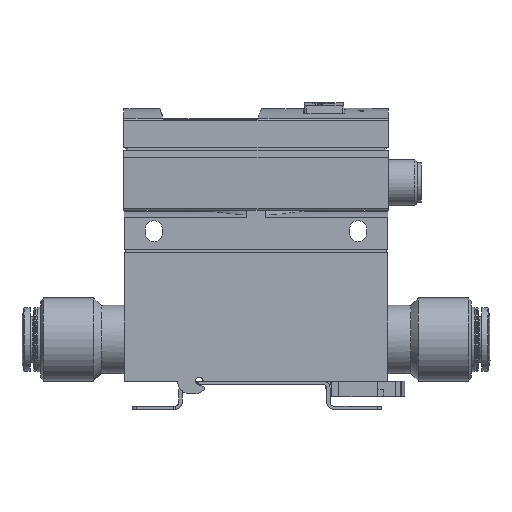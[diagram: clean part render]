
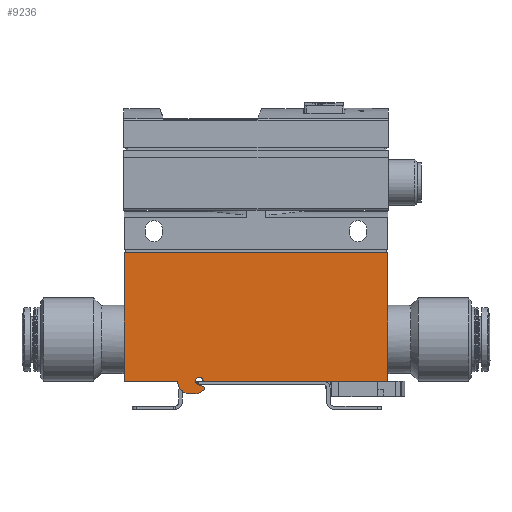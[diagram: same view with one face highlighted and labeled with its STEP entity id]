
A CAD part, left-side view. The second image highlights one B-rep face of the part: STEP entity #9236.
In plain terms, the highlighted face is planar.
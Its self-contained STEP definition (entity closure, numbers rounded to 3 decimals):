
#293=CIRCLE('',#9715,3.4);
#299=CIRCLE('',#9726,1.);
#782=ORIENTED_EDGE('',*,*,#2795,.F.);
#783=ORIENTED_EDGE('',*,*,#2781,.T.);
#784=ORIENTED_EDGE('',*,*,#2794,.T.);
#785=ORIENTED_EDGE('',*,*,#2752,.T.);
#786=ORIENTED_EDGE('',*,*,#2759,.T.);
#787=ORIENTED_EDGE('',*,*,#2762,.T.);
#788=ORIENTED_EDGE('',*,*,#2765,.T.);
#789=ORIENTED_EDGE('',*,*,#2768,.T.);
#790=ORIENTED_EDGE('',*,*,#2774,.F.);
#791=ORIENTED_EDGE('',*,*,#2776,.T.);
#792=ORIENTED_EDGE('',*,*,#2719,.T.);
#793=ORIENTED_EDGE('',*,*,#2560,.T.);
#2560=EDGE_CURVE('',#3592,#3591,#4297,.T.);
#2719=EDGE_CURVE('',#3726,#3592,#4386,.T.);
#2752=EDGE_CURVE('',#3751,#3750,#293,.T.);
#2759=EDGE_CURVE('',#3750,#3756,#4418,.T.);
#2762=EDGE_CURVE('',#3756,#3758,#4421,.T.);
#2765=EDGE_CURVE('',#3758,#3760,#4424,.T.);
#2768=EDGE_CURVE('',#3760,#3762,#4427,.T.);
#2774=EDGE_CURVE('',#3766,#3762,#299,.T.);
#2776=EDGE_CURVE('',#3766,#3726,#4431,.T.);
#2781=EDGE_CURVE('',#3771,#3772,#4435,.T.);
#2794=EDGE_CURVE('',#3772,#3751,#4448,.T.);
#2795=EDGE_CURVE('',#3771,#3591,#4449,.T.);
#3591=VERTEX_POINT('',#12448);
#3592=VERTEX_POINT('',#12450);
#3726=VERTEX_POINT('',#12852);
#3750=VERTEX_POINT('',#12914);
#3751=VERTEX_POINT('',#12916);
#3756=VERTEX_POINT('',#12928);
#3758=VERTEX_POINT('',#12934);
#3760=VERTEX_POINT('',#12940);
#3762=VERTEX_POINT('',#12946);
#3766=VERTEX_POINT('',#12957);
#3771=VERTEX_POINT('',#12972);
#3772=VERTEX_POINT('',#12973);
#4297=LINE('',#12449,#5016);
#4386=LINE('',#12851,#5105);
#4418=LINE('',#12929,#5137);
#4421=LINE('',#12935,#5140);
#4424=LINE('',#12941,#5143);
#4427=LINE('',#12947,#5146);
#4431=LINE('',#12961,#5150);
#4435=LINE('',#12971,#5154);
#4448=LINE('',#12993,#5167);
#4449=LINE('',#12995,#5168);
#5016=VECTOR('',#10327,1000.);
#5105=VECTOR('',#10580,1000.);
#5137=VECTOR('',#10642,1000.);
#5140=VECTOR('',#10647,1000.);
#5143=VECTOR('',#10652,1000.);
#5146=VECTOR('',#10657,1000.);
#5150=VECTOR('',#10673,1000.);
#5154=VECTOR('',#10681,1000.);
#5167=VECTOR('',#10696,1000.);
#5168=VECTOR('',#10699,1000.);
#5791=EDGE_LOOP('',(#782,#783,#784,#785,#786,#787,#788,#789,#790,#791,#792,
#793));
#6310=FACE_BOUND('',#5791,.T.);
#6802=PLANE('',#9731);
#9236=ADVANCED_FACE('',(#6310),#6802,.T.);
#9715=AXIS2_PLACEMENT_3D('',#12915,#10630,#10631);
#9726=AXIS2_PLACEMENT_3D('',#12958,#10668,#10669);
#9731=AXIS2_PLACEMENT_3D('',#12994,#10697,#10698);
#10327=DIRECTION('',(0.,0.,-1.));
#10580=DIRECTION('',(0.,-1.,0.));
#10630=DIRECTION('',(1.,0.,0.));
#10631=DIRECTION('',(0.,0.,-1.));
#10642=DIRECTION('',(0.,-1.,0.));
#10647=DIRECTION('',(0.,-0.866,-0.5));
#10652=DIRECTION('',(0.,0.,-1.));
#10657=DIRECTION('',(0.,0.94,-0.342));
#10668=DIRECTION('',(1.,0.,0.));
#10669=DIRECTION('',(0.,0.,-1.));
#10673=DIRECTION('',(0.,-0.707,0.707));
#10681=DIRECTION('',(0.,0.,1.));
#10696=DIRECTION('',(0.,-1.,0.));
#10697=DIRECTION('',(1.,0.,0.));
#10698=DIRECTION('',(0.,0.,-1.));
#10699=DIRECTION('',(0.,-1.,0.));
#12448=CARTESIAN_POINT('',(16.15,-34.9,-33.9));
#12449=CARTESIAN_POINT('',(16.15,-34.9,0.));
#12450=CARTESIAN_POINT('',(16.15,-34.9,0.));
#12851=CARTESIAN_POINT('',(16.15,13.9,0.));
#12852=CARTESIAN_POINT('',(16.15,13.9,0.));
#12914=CARTESIAN_POINT('',(16.15,17.35,3.4));
#12915=CARTESIAN_POINT('',(16.15,17.35,0.));
#12916=CARTESIAN_POINT('',(16.15,20.75,0.));
#12928=CARTESIAN_POINT('',(16.15,15.6,3.4));
#12929=CARTESIAN_POINT('',(16.15,17.35,3.4));
#12934=CARTESIAN_POINT('',(16.15,13.6,2.245));
#12935=CARTESIAN_POINT('',(16.15,15.6,3.4));
#12940=CARTESIAN_POINT('',(16.15,13.6,1.574));
#12941=CARTESIAN_POINT('',(16.15,13.6,2.245));
#12946=CARTESIAN_POINT('',(16.15,15.342,0.94));
#12947=CARTESIAN_POINT('',(16.15,13.6,1.574));
#12957=CARTESIAN_POINT('',(16.15,14.006,-0.106));
#12958=CARTESIAN_POINT('',(16.15,15.,0.));
#12961=CARTESIAN_POINT('',(16.15,14.006,-0.106));
#12971=CARTESIAN_POINT('',(16.15,34.9,-44.8));
#12972=CARTESIAN_POINT('',(16.15,34.9,-33.9));
#12973=CARTESIAN_POINT('',(16.15,34.9,0.));
#12993=CARTESIAN_POINT('',(16.15,34.9,0.));
#12994=CARTESIAN_POINT('',(16.15,15.,0.));
#12995=CARTESIAN_POINT('',(16.15,15.,-33.9));
